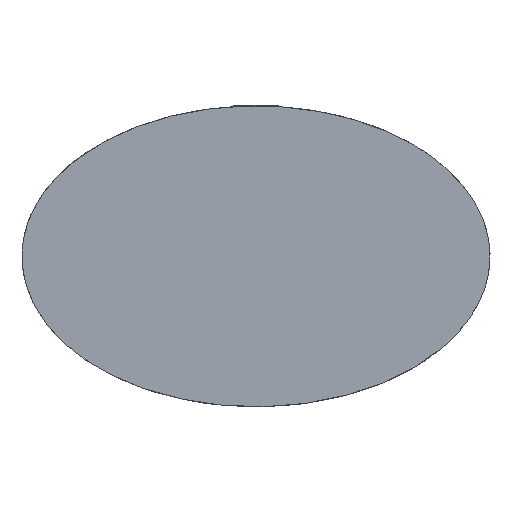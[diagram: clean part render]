
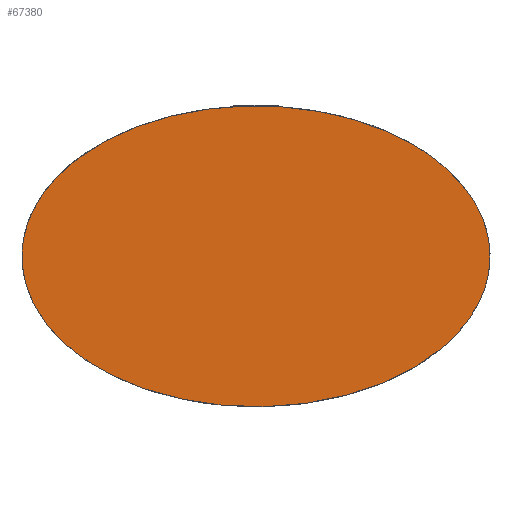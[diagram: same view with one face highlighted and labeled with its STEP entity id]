
A CAD part, front view. The second image highlights one B-rep face of the part: STEP entity #67380.
In plain terms, the highlighted planar face has unit normal (0, -1, 0).
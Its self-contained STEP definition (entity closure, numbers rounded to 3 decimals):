
#955=B_SPLINE_CURVE_WITH_KNOTS('',3,(#105960,#105961,#105962,#105963,#105964,
#105965,#105966,#105967,#105968,#105969,#105970,#105971,#105972,#105973,
#105974,#105975,#105976,#105977,#105978,#105979,#105980,#105981,#105982,
#105983,#105984,#105985,#105986,#105987,#105988,#105989,#105990,#105991,
#105992,#105993,#105994,#105995,#105996,#105997,#105998,#105999,#106000,
#106001,#106002,#106003,#106004,#106005,#106006,#106007,#106008,#106009,
#106010,#106011,#106012,#106013,#106014,#106015,#106016,#106017,#106018,
#106019,#106020,#106021,#106022,#106023,#106024,#106025,#106026),
 .UNSPECIFIED.,.T.,.F.,(4,3,3,3,3,3,3,3,3,3,3,3,3,3,3,3,3,3,3,3,3,3,4),
(-3.142,-3.042,-2.817,-2.536,
-2.198,-1.871,-1.545,-1.217,
-0.893,-0.563,-0.281,-0.046,
0.174,0.404,0.678,1.014,1.338,
1.665,1.993,2.317,2.656,2.912,
3.142),.UNSPECIFIED.);
#4475=FACE_OUTER_BOUND('',#8512,.T.);
#8512=EDGE_LOOP('',(#52975));
#30836=VERTEX_POINT('',#105958);
#38653=EDGE_CURVE('',#30836,#30836,#955,.T.);
#52975=ORIENTED_EDGE('',*,*,#38653,.T.);
#63573=PLANE('',#71179);
#67380=ADVANCED_FACE('',(#4475),#63573,.T.);
#71179=AXIS2_PLACEMENT_3D('',#106220,#80351,#80352);
#80351=DIRECTION('center_axis',(0.,-1.,0.));
#80352=DIRECTION('ref_axis',(1.,0.,0.));
#105958=CARTESIAN_POINT('',(-21.,0.,0.));
#105960=CARTESIAN_POINT('Ctrl Pts',(-21.,0.,0.));
#105961=CARTESIAN_POINT('Ctrl Pts',(-21.,0.,-0.468));
#105962=CARTESIAN_POINT('Ctrl Pts',(-20.963,0.,-0.935));
#105963=CARTESIAN_POINT('Ctrl Pts',(-20.889,0.,-1.399));
#105964=CARTESIAN_POINT('Ctrl Pts',(-20.721,0.,-2.448));
#105965=CARTESIAN_POINT('Ctrl Pts',(-20.365,0.,-3.477));
#105966=CARTESIAN_POINT('Ctrl Pts',(-19.839,0.,-4.455));
#105967=CARTESIAN_POINT('Ctrl Pts',(-19.179,0.,-5.683));
#105968=CARTESIAN_POINT('Ctrl Pts',(-18.253,0.,-6.83));
#105969=CARTESIAN_POINT('Ctrl Pts',(-17.108,0.,-7.862));
#105970=CARTESIAN_POINT('Ctrl Pts',(-15.739,0.,-9.097));
#105971=CARTESIAN_POINT('Ctrl Pts',(-14.058,0.,-10.167));
#105972=CARTESIAN_POINT('Ctrl Pts',(-12.157,0.,-11.029));
#105973=CARTESIAN_POINT('Ctrl Pts',(-10.312,0.,-11.865));
#105974=CARTESIAN_POINT('Ctrl Pts',(-8.26,0.,-12.506));
#105975=CARTESIAN_POINT('Ctrl Pts',(-6.104,0.,-12.923));
#105976=CARTESIAN_POINT('Ctrl Pts',(-3.956,0.,-13.338));
#105977=CARTESIAN_POINT('Ctrl Pts',(-1.705,0.,-13.532));
#105978=CARTESIAN_POINT('Ctrl Pts',(0.538,0.,-13.496));
#105979=CARTESIAN_POINT('Ctrl Pts',(2.787,0.,-13.459));
#105980=CARTESIAN_POINT('Ctrl Pts',(5.027,0.,-13.19));
#105981=CARTESIAN_POINT('Ctrl Pts',(7.146,0.,-12.702));
#105982=CARTESIAN_POINT('Ctrl Pts',(9.246,0.,-12.218));
#105983=CARTESIAN_POINT('Ctrl Pts',(11.227,0.,-11.518));
#105984=CARTESIAN_POINT('Ctrl Pts',(12.991,0.,-10.63));
#105985=CARTESIAN_POINT('Ctrl Pts',(14.786,0.,-9.727));
#105986=CARTESIAN_POINT('Ctrl Pts',(16.356,0.,-8.63));
#105987=CARTESIAN_POINT('Ctrl Pts',(17.617,0.,-7.382));
#105988=CARTESIAN_POINT('Ctrl Pts',(18.696,0.,-6.313));
#105989=CARTESIAN_POINT('Ctrl Pts',(19.548,0.,-5.133));
#105990=CARTESIAN_POINT('Ctrl Pts',(20.126,0.,-3.881));
#105991=CARTESIAN_POINT('Ctrl Pts',(20.605,0.,-2.842));
#105992=CARTESIAN_POINT('Ctrl Pts',(20.894,0.,-1.753));
#105993=CARTESIAN_POINT('Ctrl Pts',(20.976,0.,-0.653));
#105994=CARTESIAN_POINT('Ctrl Pts',(21.053,0.,0.383));
#105995=CARTESIAN_POINT('Ctrl Pts',(20.945,0.,1.426));
#105996=CARTESIAN_POINT('Ctrl Pts',(20.659,0.,2.441));
#105997=CARTESIAN_POINT('Ctrl Pts',(20.362,0.,3.493));
#105998=CARTESIAN_POINT('Ctrl Pts',(19.875,0.,4.513));
#105999=CARTESIAN_POINT('Ctrl Pts',(19.219,0.,5.473));
#106000=CARTESIAN_POINT('Ctrl Pts',(18.435,0.,6.62));
#106001=CARTESIAN_POINT('Ctrl Pts',(17.411,0.,7.682));
#106002=CARTESIAN_POINT('Ctrl Pts',(16.194,0.,8.627));
#106003=CARTESIAN_POINT('Ctrl Pts',(14.702,0.,9.786));
#106004=CARTESIAN_POINT('Ctrl Pts',(12.917,0.,10.771));
#106005=CARTESIAN_POINT('Ctrl Pts',(10.937,0.,11.542));
#106006=CARTESIAN_POINT('Ctrl Pts',(9.025,0.,12.286));
#106007=CARTESIAN_POINT('Ctrl Pts',(6.931,0.,12.831));
#106008=CARTESIAN_POINT('Ctrl Pts',(4.757,0.,13.153));
#106009=CARTESIAN_POINT('Ctrl Pts',(2.566,0.,13.477));
#106010=CARTESIAN_POINT('Ctrl Pts',(0.296,0.,13.575));
#106011=CARTESIAN_POINT('Ctrl Pts',(-1.943,0.,13.443));
#106012=CARTESIAN_POINT('Ctrl Pts',(-4.19,0.,13.31));
#106013=CARTESIAN_POINT('Ctrl Pts',(-6.404,0.,12.945));
#106014=CARTESIAN_POINT('Ctrl Pts',(-8.473,0.,12.363));
#106015=CARTESIAN_POINT('Ctrl Pts',(-10.515,0.,11.789));
#106016=CARTESIAN_POINT('Ctrl Pts',(-12.416,0.,11.005));
#106017=CARTESIAN_POINT('Ctrl Pts',(-14.083,0.,10.041));
#106018=CARTESIAN_POINT('Ctrl Pts',(-15.824,0.,9.034));
#106019=CARTESIAN_POINT('Ctrl Pts',(-17.31,0.,7.831));
#106020=CARTESIAN_POINT('Ctrl Pts',(-18.451,0.,6.481));
#106021=CARTESIAN_POINT('Ctrl Pts',(-19.314,0.,5.458));
#106022=CARTESIAN_POINT('Ctrl Pts',(-19.98,0.,4.35));
#106023=CARTESIAN_POINT('Ctrl Pts',(-20.413,0.,3.191));
#106024=CARTESIAN_POINT('Ctrl Pts',(-20.8,0.,2.155));
#106025=CARTESIAN_POINT('Ctrl Pts',(-21.,0.,1.078));
#106026=CARTESIAN_POINT('Ctrl Pts',(-21.,0.,0.));
#106220=CARTESIAN_POINT('Origin',(0.,0.,0.));
